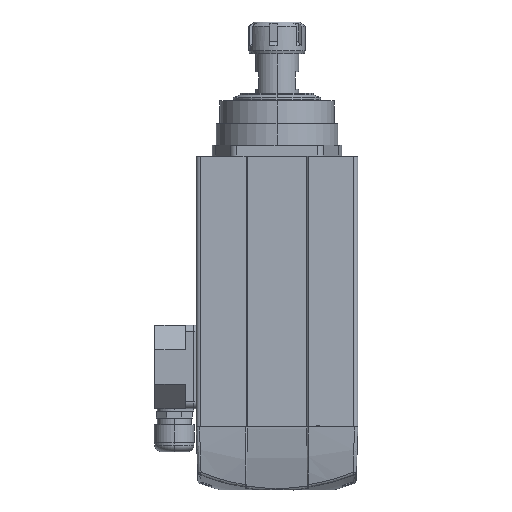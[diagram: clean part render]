
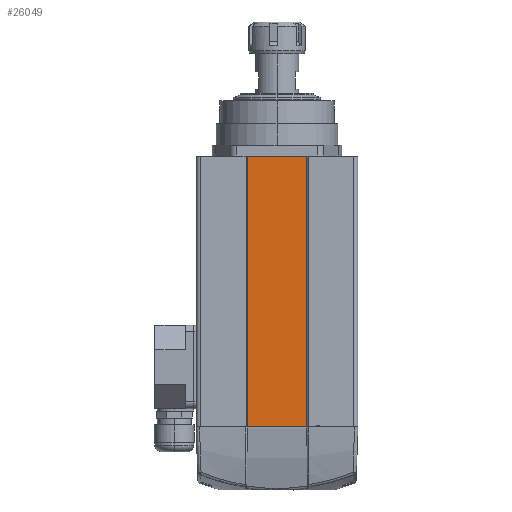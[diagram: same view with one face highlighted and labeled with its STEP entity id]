
A CAD part, left-side view. The second image highlights one B-rep face of the part: STEP entity #26049.
In plain terms, the highlighted planar face has unit normal (-1, 0, 0).
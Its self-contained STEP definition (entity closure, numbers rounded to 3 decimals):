
#410 = CARTESIAN_POINT ( 'NONE',  ( -11419.438, -7642.289, 201. ) ) ;
#1051 = EDGE_CURVE ( 'NONE', #12393, #14926, #15481, .T. ) ;
#1725 = LINE ( 'NONE', #7378, #22160 ) ;
#3540 = DIRECTION ( 'NONE',  ( 1., 0., 0. ) ) ;
#5156 = DIRECTION ( 'NONE',  ( 0., -1., 0. ) ) ;
#6576 = DIRECTION ( 'NONE',  ( 0., 0., -1. ) ) ;
#6745 = VECTOR ( 'NONE', #25878, 1000. ) ;
#7195 = DIRECTION ( 'NONE',  ( 0., -1., 0. ) ) ;
#7378 = CARTESIAN_POINT ( 'NONE',  ( -11419.438, 0., 201. ) ) ;
#8237 = ORIENTED_EDGE ( 'NONE', *, *, #1051, .F. ) ;
#8871 = FACE_OUTER_BOUND ( 'NONE', #13066, .T. ) ;
#9124 = CARTESIAN_POINT ( 'NONE',  ( -11419.438, -7642.289, 201. ) ) ;
#10219 = ORIENTED_EDGE ( 'NONE', *, *, #23002, .F. ) ;
#10443 = VECTOR ( 'NONE', #6576, 1000. ) ;
#10719 = VERTEX_POINT ( 'NONE', #20063 ) ;
#10902 = AXIS2_PLACEMENT_3D ( 'NONE', #15631, #3540, #11323 ) ;
#10911 = VECTOR ( 'NONE', #5156, 1000. ) ;
#11323 = DIRECTION ( 'NONE',  ( 0., 0., -1. ) ) ;
#12156 = LINE ( 'NONE', #24088, #6745 ) ;
#12393 = VERTEX_POINT ( 'NONE', #9124 ) ;
#12479 = EDGE_CURVE ( 'NONE', #10719, #23897, #12156, .T. ) ;
#13066 = EDGE_LOOP ( 'NONE', ( #24563, #8237, #10219, #20817 ) ) ;
#14926 = VERTEX_POINT ( 'NONE', #19269 ) ;
#15198 = CARTESIAN_POINT ( 'NONE',  ( -11419.438, 0., 0. ) ) ;
#15481 = LINE ( 'NONE', #410, #10443 ) ;
#15631 = CARTESIAN_POINT ( 'NONE',  ( -11419.438, 0., 201. ) ) ;
#19269 = CARTESIAN_POINT ( 'NONE',  ( -11419.438, -7642.289, 0. ) ) ;
#20063 = CARTESIAN_POINT ( 'NONE',  ( -11419.438, -7598.289, 201. ) ) ;
#20817 = ORIENTED_EDGE ( 'NONE', *, *, #12479, .T. ) ;
#22160 = VECTOR ( 'NONE', #7195, 1000. ) ;
#23002 = EDGE_CURVE ( 'NONE', #10719, #12393, #1725, .T. ) ;
#23608 = PLANE ( 'NONE',  #10902 ) ;
#23772 = EDGE_CURVE ( 'NONE', #23897, #14926, #25867, .T. ) ;
#23897 = VERTEX_POINT ( 'NONE', #26090 ) ;
#24088 = CARTESIAN_POINT ( 'NONE',  ( -11419.438, -7598.289, 201. ) ) ;
#24563 = ORIENTED_EDGE ( 'NONE', *, *, #23772, .T. ) ;
#25867 = LINE ( 'NONE', #15198, #10911 ) ;
#25878 = DIRECTION ( 'NONE',  ( 0., 0., -1. ) ) ;
#26049 = ADVANCED_FACE ( 'NONE', ( #8871 ), #23608, .F. ) ;
#26090 = CARTESIAN_POINT ( 'NONE',  ( -11419.438, -7598.289, 0. ) ) ;
